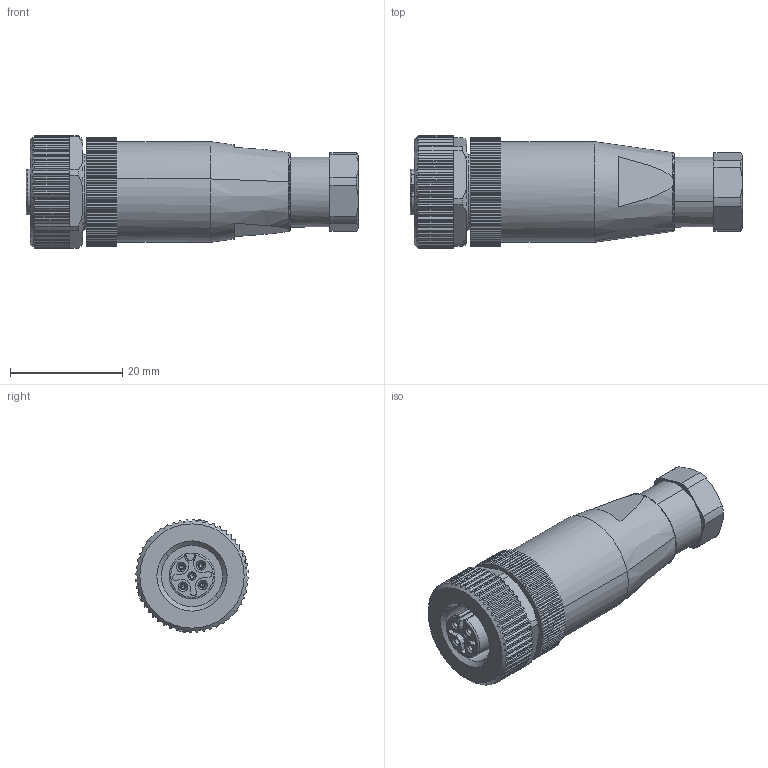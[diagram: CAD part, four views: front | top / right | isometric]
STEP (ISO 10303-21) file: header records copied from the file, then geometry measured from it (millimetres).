
FILE_DESCRIPTION((''),'2;1');
FILE_NAME('CAD-8057','2021-11-19T09:58:08',('creinig-se'),(''),'CREO PARAMETRIC BY PTC INC, 2019292','CREO PARAMETRIC BY PTC INC, 2019292','');
FILE_SCHEMA(('CONFIG_CONTROL_DESIGN','SHAPE_APPEARANCE_LAYERS_GROUPS'));
Length unit declared in the file: millimetre
Products named in the file (1): CAD-8057
Bounding box: 59.2 x 20.19 x 20.19 mm (x, y, z)
Volume: 12802.8 mm3; surface area: 4733 mm2
Topology: 1 solids, 1 shells, 717 faces, 2105 edges, 1391 vertices
Faces by surface type: plane 392, cylinder 254, cone 62, torus 7, sphere 2
Entity records: 33211 total; most frequent: CARTESIAN_POINT 6721, ORIENTED_EDGE 4186, DIRECTION 3596, PRESENTATION_STYLE_ASSIGNMENT 2224, STYLED_ITEM 2094, CURVE_STYLE 2093, EDGE_CURVE 2093, VERTEX_POINT 1391
